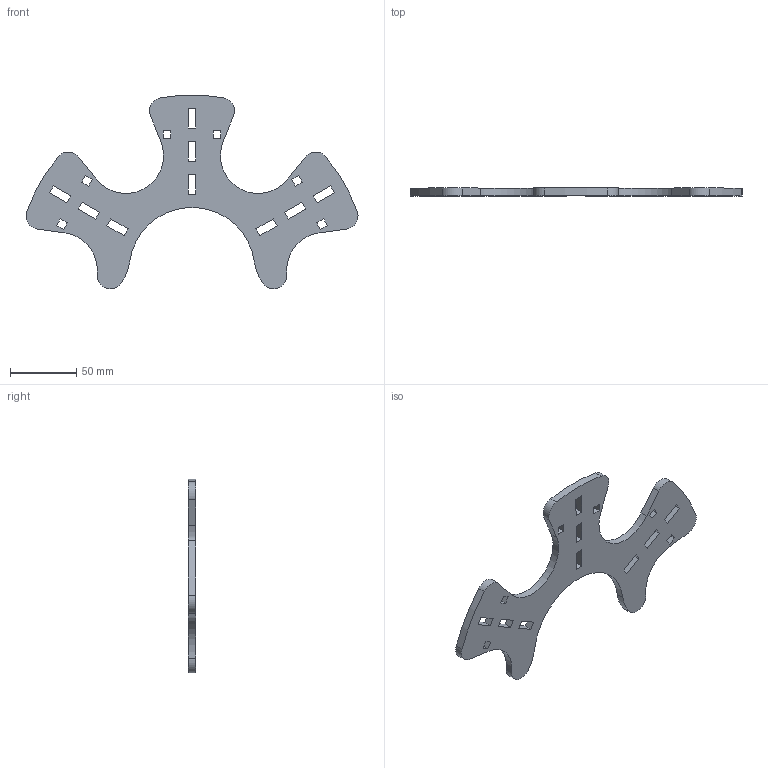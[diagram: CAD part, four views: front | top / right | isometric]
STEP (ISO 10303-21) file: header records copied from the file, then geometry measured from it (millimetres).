
FILE_DESCRIPTION(/* description */ (''),/* implementation_level */ '2;1');
FILE_NAME(/* name */ '',/* time_stamp */ '2025-02-10T18:17:06+03:00',/* author */ (''),/* organization */ (''),/* preprocessor_version */ 'ST-DEVELOPER v20',/* originating_system */ 'Autodesk Translation Framework v13.14.0.145',/* authorisation */ '');
FILE_SCHEMA (('AUTOMOTIVE_DESIGN { 1 0 10303 214 3 1 1 }'));
Length unit declared in the file: millimetre
Products named in the file (1): держалка стаканов
Bounding box: 250.79 x 6 x 146.18 mm (x, y, z)
Volume: 82183.6 mm3; surface area: 35614.1 mm2
Topology: 1 solids, 1 shells, 86 faces, 252 edges, 168 vertices
Faces by surface type: plane 68, cylinder 18
Entity records: 2932 total; most frequent: CARTESIAN_POINT 507, ORIENTED_EDGE 504, DIRECTION 462, EDGE_CURVE 252, LINE 216, VECTOR 216, VERTEX_POINT 168, AXIS2_PLACEMENT_3D 123
